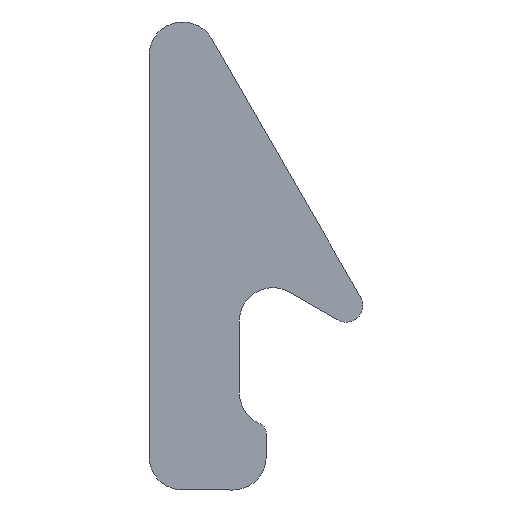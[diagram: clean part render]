
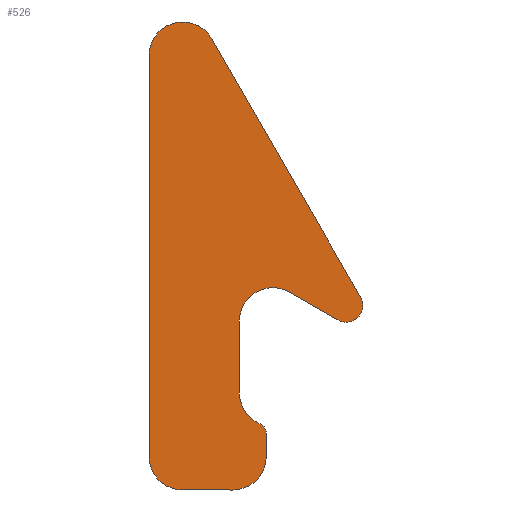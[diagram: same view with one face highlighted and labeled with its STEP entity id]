
A CAD part, front view. The second image highlights one B-rep face of the part: STEP entity #526.
In plain terms, the highlighted planar face has unit normal (0, -1, 0).
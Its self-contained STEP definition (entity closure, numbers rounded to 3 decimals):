
#192=CARTESIAN_POINT('',(1.748,0.,-2.408));
#193=VERTEX_POINT('',#192);
#194=CARTESIAN_POINT('',(0.308,0.,-1.576));
#195=VERTEX_POINT('',#194);
#196=CARTESIAN_POINT('',(1.748,0.,-2.408));
#197=DIRECTION('',(-0.866,0.0,0.5));
#198=VECTOR('',#197,1.663);
#199=LINE('',#196,#198);
#200=EDGE_CURVE('',#193,#195,#199,.T.);
#223=CARTESIAN_POINT('',(-1.192,0.,-2.442));
#224=VERTEX_POINT('',#223);
#225=CARTESIAN_POINT('',(-0.192,0.,-2.442));
#226=DIRECTION('',(0.0,-1.0,0.0));
#227=DIRECTION('',(-0.5,0.0,-0.866));
#228=AXIS2_PLACEMENT_3D('',#225,#226,#227);
#229=CIRCLE('',#228,1.);
#230=EDGE_CURVE('',#195,#224,#229,.T.);
#248=CARTESIAN_POINT('',(-1.192,0.,-4.59));
#249=VERTEX_POINT('',#248);
#250=CARTESIAN_POINT('',(-1.192,0.,-2.442));
#251=DIRECTION('',(0.0,0.0,-1.0));
#252=VECTOR('',#251,2.147);
#253=LINE('',#250,#252);
#254=EDGE_CURVE('',#224,#249,#253,.T.);
#272=CARTESIAN_POINT('',(-0.576,0.,-5.513));
#273=VERTEX_POINT('',#272);
#274=CARTESIAN_POINT('',(-0.192,0.,-4.59));
#275=DIRECTION('',(0.0,-1.0,0.0));
#276=DIRECTION('',(1.0,0.0,0.0));
#277=AXIS2_PLACEMENT_3D('',#274,#275,#276);
#278=CIRCLE('',#277,1.);
#279=EDGE_CURVE('',#249,#273,#278,.T.);
#297=CARTESIAN_POINT('',(-0.392,0.,-5.79));
#298=VERTEX_POINT('',#297);
#299=CARTESIAN_POINT('',(-0.692,0.,-5.79));
#300=DIRECTION('',(0.0,1.0,0.0));
#301=DIRECTION('',(1.0,0.0,0.));
#302=AXIS2_PLACEMENT_3D('',#299,#300,#301);
#303=CIRCLE('',#302,0.3);
#304=EDGE_CURVE('',#273,#298,#303,.T.);
#322=CARTESIAN_POINT('',(-0.392,0.,-6.49));
#323=VERTEX_POINT('',#322);
#324=CARTESIAN_POINT('',(-0.392,0.,-5.79));
#325=DIRECTION('',(0.0,0.0,-1.0));
#326=VECTOR('',#325,0.7);
#327=LINE('',#324,#326);
#328=EDGE_CURVE('',#298,#323,#327,.T.);
#346=CARTESIAN_POINT('',(-1.392,0.,-7.49));
#347=VERTEX_POINT('',#346);
#348=CARTESIAN_POINT('',(-1.392,0.,-6.49));
#349=DIRECTION('',(0.0,1.0,0.0));
#350=DIRECTION('',(0.0,0.0,-1.0));
#351=AXIS2_PLACEMENT_3D('',#348,#349,#350);
#352=CIRCLE('',#351,1.);
#353=EDGE_CURVE('',#323,#347,#352,.T.);
#371=CARTESIAN_POINT('',(-2.892,0.,-7.49));
#372=VERTEX_POINT('',#371);
#373=CARTESIAN_POINT('',(-1.392,0.,-7.49));
#374=DIRECTION('',(-1.0,0.0,0.0));
#375=VECTOR('',#374,1.5);
#376=LINE('',#373,#375);
#377=EDGE_CURVE('',#347,#372,#376,.T.);
#395=CARTESIAN_POINT('',(-3.892,0.,-6.49));
#396=VERTEX_POINT('',#395);
#397=CARTESIAN_POINT('',(-2.892,0.,-6.49));
#398=DIRECTION('',(0.0,1.0,0.0));
#399=DIRECTION('',(-1.0,0.0,0.0));
#400=AXIS2_PLACEMENT_3D('',#397,#398,#399);
#401=CIRCLE('',#400,1.);
#402=EDGE_CURVE('',#372,#396,#401,.T.);
#420=CARTESIAN_POINT('',(-3.892,0.,5.495));
#421=VERTEX_POINT('',#420);
#422=CARTESIAN_POINT('',(-3.892,0.,-6.49));
#423=DIRECTION('',(0.0,0.0,1.0));
#424=VECTOR('',#423,11.985);
#425=LINE('',#422,#424);
#426=EDGE_CURVE('',#396,#421,#425,.T.);
#444=CARTESIAN_POINT('',(-2.026,0.,5.995));
#445=VERTEX_POINT('',#444);
#446=CARTESIAN_POINT('',(-2.892,0.,5.495));
#447=DIRECTION('',(0.0,1.0,0.0));
#448=DIRECTION('',(0.866,0.0,0.5));
#449=AXIS2_PLACEMENT_3D('',#446,#447,#448);
#450=CIRCLE('',#449,1.);
#451=EDGE_CURVE('',#421,#445,#450,.T.);
#469=CARTESIAN_POINT('',(2.431,0.,-1.725));
#470=VERTEX_POINT('',#469);
#471=CARTESIAN_POINT('',(-2.026,0.,5.995));
#472=DIRECTION('',(0.5,0.0,-0.866));
#473=VECTOR('',#472,8.914);
#474=LINE('',#471,#473);
#475=EDGE_CURVE('',#445,#470,#474,.T.);
#493=CARTESIAN_POINT('',(1.998,0.,-1.975));
#494=DIRECTION('',(0.0,1.0,0.0));
#495=DIRECTION('',(-0.5,0.0,-0.866));
#496=AXIS2_PLACEMENT_3D('',#493,#494,#495);
#497=CIRCLE('',#496,0.5);
#498=EDGE_CURVE('',#470,#193,#497,.T.);
#506=CARTESIAN_POINT('',(-1.69,0.,-0.907));
#507=DIRECTION('',(0.0,1.0,0.0));
#508=DIRECTION('',(0.0,0.0,1.0));
#509=AXIS2_PLACEMENT_3D('',#506,#507,#508);
#510=PLANE('',#509);
#511=ORIENTED_EDGE('',*,*,#200,.F.);
#512=ORIENTED_EDGE('',*,*,#498,.F.);
#513=ORIENTED_EDGE('',*,*,#475,.F.);
#514=ORIENTED_EDGE('',*,*,#451,.F.);
#515=ORIENTED_EDGE('',*,*,#426,.F.);
#516=ORIENTED_EDGE('',*,*,#402,.F.);
#517=ORIENTED_EDGE('',*,*,#377,.F.);
#518=ORIENTED_EDGE('',*,*,#353,.F.);
#519=ORIENTED_EDGE('',*,*,#328,.F.);
#520=ORIENTED_EDGE('',*,*,#304,.F.);
#521=ORIENTED_EDGE('',*,*,#279,.F.);
#522=ORIENTED_EDGE('',*,*,#254,.F.);
#523=ORIENTED_EDGE('',*,*,#230,.F.);
#524=EDGE_LOOP('',(#511,#512,#513,#514,#515,#516,#517,#518,#519,#520,#521,#522,#523));
#525=FACE_OUTER_BOUND('',#524,.T.);
#526=ADVANCED_FACE('',(#525),#510,.F.);
